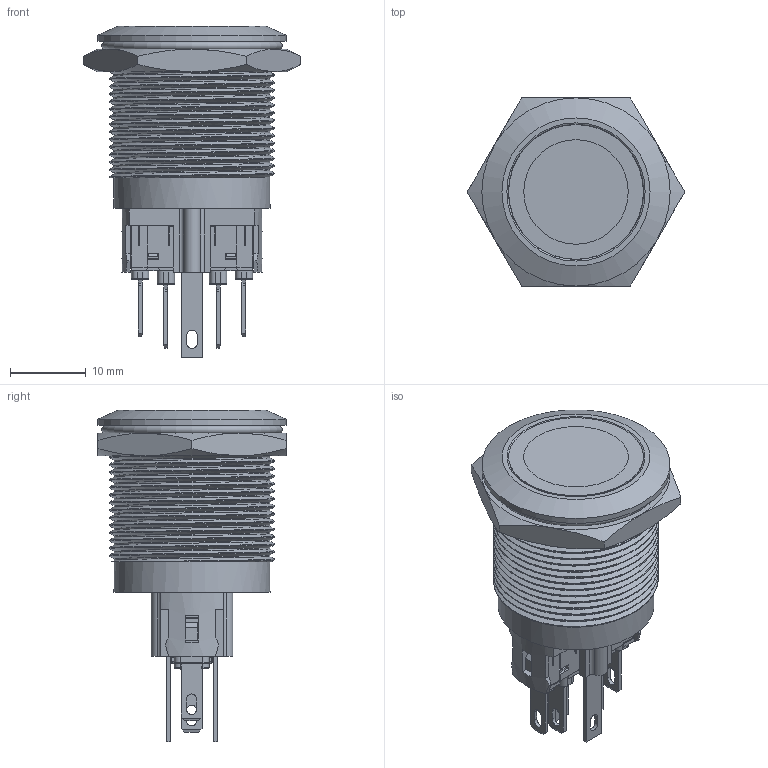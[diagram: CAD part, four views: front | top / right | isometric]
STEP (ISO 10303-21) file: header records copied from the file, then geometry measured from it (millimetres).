
FILE_DESCRIPTION(/* description */ (''),/* implementation_level */ '2;1');
FILE_NAME(/* name */ 'ghffgh.stp',/* time_stamp */ '2019-07-30T11:18:10+08:00',/* author */ (''),/* organization */ (''),/* preprocessor_version */ 'ST-DEVELOPER v11',/* originating_system */ 'SIEMENS UGS NX 6.0',/* authorisation */ '');
FILE_SCHEMA (('CONFIG_CONTROL_DESIGN'));
Length unit declared in the file: millimetre
Products named in the file (1): ghffgh
Bounding box: 28.7 x 24.85 x 43.75 mm (x, y, z)
Volume: 5615.4 mm3; surface area: 12282.1 mm2
Topology: 14 solids, 14 shells, 1583 faces, 4295 edges, 2774 vertices
Faces by surface type: plane 1225, cylinder 231, torus 47, cone 38, extrusion 29, bspline 9, sphere 4
Full cylindrical faces by diameter (mm): 1 x5, 1.1 x2, 4.3 x1, 5.4 x1, 6 x1, 6.2 x1, 8.5 x1, 9 x1, 11.5 x1, 12.7 x1, 13 x1, 13.8 x2, 16.5 x1, 17.8 x1, 17.85 x1, 20.1 x1, 20.6 x18, 24.85 x1
Entity records: 52021 total; most frequent: CARTESIAN_POINT 12863, ORIENTED_EDGE 8382, DIRECTION 7533, EDGE_CURVE 4191, VECTOR 3379, LINE 3350, VERTEX_POINT 2728, AXIS2_PLACEMENT_3D 2077
